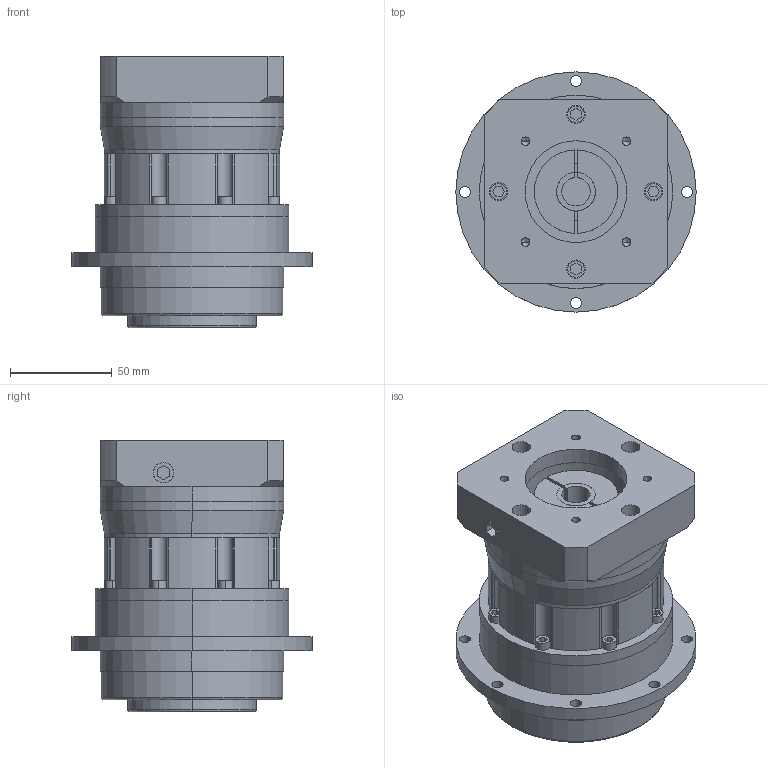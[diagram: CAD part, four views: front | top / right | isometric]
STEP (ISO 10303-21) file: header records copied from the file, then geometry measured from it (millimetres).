
FILE_DESCRIPTION (( 'STEP AP214' ), '1' );
FILE_NAME ('VGH90双级模型（14-30 50-3 4-5.5-70）.STEP', '2018-03-07T06:12:03', ( 'Windows' ), ( 'Microsoft' ), 'SwSTEP 2.0', 'SolidWorks 2016', '' );
FILE_SCHEMA (( 'AUTOMOTIVE_DESIGN' ));
Length unit declared in the file: millimetre
Products named in the file (1): VGH90双级模型（14-30 50-3 4-5.5-70）
Bounding box: 118 x 118 x 133.5 mm (x, y, z)
Volume: 805594.1 mm3; surface area: 140102.5 mm2
Topology: 6 solids, 6 shells, 364 faces, 882 edges, 565 vertices
Faces by surface type: cylinder 168, plane 162, cone 28, torus 6
Entity records: 11461 total; most frequent: DIRECTION 1946, CARTESIAN_POINT 1814, ORIENTED_EDGE 1720, EDGE_CURVE 860, AXIS2_PLACEMENT_3D 729, VERTEX_POINT 565, LINE 488, VECTOR 488
